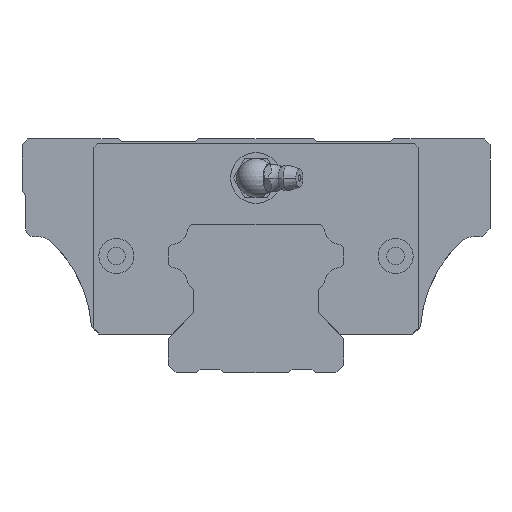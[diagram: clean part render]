
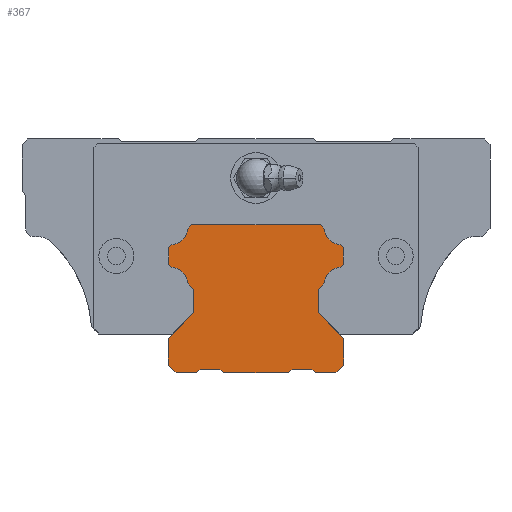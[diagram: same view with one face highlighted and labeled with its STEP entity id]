
A CAD part, front view. The second image highlights one B-rep face of the part: STEP entity #367.
In plain terms, the highlighted planar face has unit normal (0, -1, 0).
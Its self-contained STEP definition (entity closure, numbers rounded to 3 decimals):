
#367=ADVANCED_FACE('',(#808),#809,.T.);
#808=FACE_OUTER_BOUND('',#1355,.T.);
#809=PLANE('',#1356);
#1355=EDGE_LOOP('',(#3008,#3009,#3010,#3011,#3012,#3013,#3014,#3015,#3016,#3017,#3018,#3019,#3020,#3021,#3022,#3023,#3024,#3025,#3026,#3027,#3028,#3029,#3030,#3031,#3032,#3033,#3034,#3035,#3036,#3037,#3038,#3039));
#1356=AXIS2_PLACEMENT_3D('',#3040,#3041,#3042);
#3008=ORIENTED_EDGE('',*,*,#3758,.F.);
#3009=ORIENTED_EDGE('',*,*,#3815,.F.);
#3010=ORIENTED_EDGE('',*,*,#3816,.T.);
#3011=ORIENTED_EDGE('',*,*,#3772,.F.);
#3012=ORIENTED_EDGE('',*,*,#3790,.T.);
#3013=ORIENTED_EDGE('',*,*,#3817,.T.);
#3014=ORIENTED_EDGE('',*,*,#3769,.F.);
#3015=ORIENTED_EDGE('',*,*,#3765,.F.);
#3016=ORIENTED_EDGE('',*,*,#3780,.F.);
#3017=ORIENTED_EDGE('',*,*,#3783,.T.);
#3018=ORIENTED_EDGE('',*,*,#3800,.T.);
#3019=ORIENTED_EDGE('',*,*,#3818,.F.);
#3020=ORIENTED_EDGE('',*,*,#3786,.T.);
#3021=ORIENTED_EDGE('',*,*,#3819,.T.);
#3022=ORIENTED_EDGE('',*,*,#3820,.F.);
#3023=ORIENTED_EDGE('',*,*,#3821,.T.);
#3024=ORIENTED_EDGE('',*,*,#3822,.T.);
#3025=ORIENTED_EDGE('',*,*,#3823,.T.);
#3026=ORIENTED_EDGE('',*,*,#3797,.F.);
#3027=ORIENTED_EDGE('',*,*,#3793,.F.);
#3028=ORIENTED_EDGE('',*,*,#3824,.T.);
#3029=ORIENTED_EDGE('',*,*,#3776,.F.);
#3030=ORIENTED_EDGE('',*,*,#3825,.T.);
#3031=ORIENTED_EDGE('',*,*,#3826,.T.);
#3032=ORIENTED_EDGE('',*,*,#3811,.F.);
#3033=ORIENTED_EDGE('',*,*,#3827,.F.);
#3034=ORIENTED_EDGE('',*,*,#3828,.T.);
#3035=ORIENTED_EDGE('',*,*,#3829,.F.);
#3036=ORIENTED_EDGE('',*,*,#3830,.T.);
#3037=ORIENTED_EDGE('',*,*,#3831,.F.);
#3038=ORIENTED_EDGE('',*,*,#3832,.F.);
#3039=ORIENTED_EDGE('',*,*,#3762,.F.);
#3040=CARTESIAN_POINT('',(21.912,-179.0,37.212));
#3041=DIRECTION('',(0.0,-1.0,0.0));
#3042=DIRECTION('',(0.0,0.0,-1.0));
#3758=EDGE_CURVE('',#4679,#4680,#4681,.T.);
#3762=EDGE_CURVE('',#4680,#4687,#4688,.T.);
#3765=EDGE_CURVE('',#4692,#4693,#4694,.T.);
#3769=EDGE_CURVE('',#4693,#4700,#4701,.T.);
#3772=EDGE_CURVE('',#4705,#4706,#4707,.T.);
#3776=EDGE_CURVE('',#4713,#4714,#4715,.T.);
#3780=EDGE_CURVE('',#4721,#4692,#4722,.T.);
#3783=EDGE_CURVE('',#4721,#4726,#4727,.T.);
#3786=EDGE_CURVE('',#4731,#4732,#4733,.T.);
#3790=EDGE_CURVE('',#4705,#4739,#4740,.T.);
#3793=EDGE_CURVE('',#4744,#4745,#4746,.T.);
#3797=EDGE_CURVE('',#4745,#4752,#4753,.T.);
#3800=EDGE_CURVE('',#4726,#4757,#4758,.T.);
#3811=EDGE_CURVE('',#4770,#4771,#4772,.T.);
#3815=EDGE_CURVE('',#4778,#4679,#4779,.T.);
#3816=EDGE_CURVE('',#4778,#4706,#4780,.T.);
#3817=EDGE_CURVE('',#4739,#4700,#4781,.T.);
#3818=EDGE_CURVE('',#4731,#4757,#4782,.T.);
#3819=EDGE_CURVE('',#4732,#4783,#4784,.T.);
#3820=EDGE_CURVE('',#4785,#4783,#4786,.T.);
#3821=EDGE_CURVE('',#4785,#4787,#4788,.T.);
#3822=EDGE_CURVE('',#4787,#4789,#4790,.T.);
#3823=EDGE_CURVE('',#4789,#4752,#4791,.T.);
#3824=EDGE_CURVE('',#4744,#4714,#4792,.T.);
#3825=EDGE_CURVE('',#4713,#4793,#4794,.T.);
#3826=EDGE_CURVE('',#4793,#4771,#4795,.T.);
#3827=EDGE_CURVE('',#4796,#4770,#4797,.T.);
#3828=EDGE_CURVE('',#4796,#4798,#4799,.T.);
#3829=EDGE_CURVE('',#4800,#4798,#4801,.T.);
#3830=EDGE_CURVE('',#4800,#4802,#4803,.T.);
#3831=EDGE_CURVE('',#4804,#4802,#4805,.T.);
#3832=EDGE_CURVE('',#4687,#4804,#4806,.T.);
#4679=VERTEX_POINT('',#6198);
#4680=VERTEX_POINT('',#6199);
#4681=LINE('',#6200,#6201);
#4687=VERTEX_POINT('',#6210);
#4688=CIRCLE('',#6211,4.35);
#4692=VERTEX_POINT('',#6216);
#4693=VERTEX_POINT('',#6217);
#4694=CIRCLE('',#6218,4.35);
#4700=VERTEX_POINT('',#6226);
#4701=LINE('',#6227,#6228);
#4705=VERTEX_POINT('',#6234);
#4706=VERTEX_POINT('',#6235);
#4707=CIRCLE('',#6236,4.35);
#4713=VERTEX_POINT('',#6244);
#4714=VERTEX_POINT('',#6245);
#4715=LINE('',#6246,#6247);
#4721=VERTEX_POINT('',#6256);
#4722=LINE('',#6257,#6258);
#4726=VERTEX_POINT('',#6264);
#4727=LINE('',#6265,#6266);
#4731=VERTEX_POINT('',#6272);
#4732=VERTEX_POINT('',#6273);
#4733=LINE('',#6274,#6275);
#4739=VERTEX_POINT('',#6284);
#4740=LINE('',#6285,#6286);
#4744=VERTEX_POINT('',#6292);
#4745=VERTEX_POINT('',#6293);
#4746=LINE('',#6294,#6295);
#4752=VERTEX_POINT('',#6304);
#4753=LINE('',#6305,#6306);
#4757=VERTEX_POINT('',#6312);
#4758=LINE('',#6313,#6314);
#4770=VERTEX_POINT('',#6328);
#4771=VERTEX_POINT('',#6329);
#4772=LINE('',#6330,#6331);
#4778=VERTEX_POINT('',#6340);
#4779=LINE('',#6341,#6342);
#4780=LINE('',#6343,#6344);
#4781=LINE('',#6345,#6346);
#4782=LINE('',#6347,#6348);
#4783=VERTEX_POINT('',#6349);
#4784=LINE('',#6350,#6351);
#4785=VERTEX_POINT('',#6352);
#4786=LINE('',#6353,#6354);
#4787=VERTEX_POINT('',#6355);
#4788=LINE('',#6356,#6357);
#4789=VERTEX_POINT('',#6358);
#4790=LINE('',#6359,#6360);
#4791=LINE('',#6361,#6362);
#4792=LINE('',#6363,#6364);
#4793=VERTEX_POINT('',#6365);
#4794=LINE('',#6366,#6367);
#4795=LINE('',#6368,#6369);
#4796=VERTEX_POINT('',#6370);
#4797=LINE('',#6371,#6372);
#4798=VERTEX_POINT('',#6373);
#4799=LINE('',#6374,#6375);
#4800=VERTEX_POINT('',#6376);
#4801=CIRCLE('',#6377,4.35);
#4802=VERTEX_POINT('',#6378);
#4803=LINE('',#6379,#6380);
#4804=VERTEX_POINT('',#6381);
#4805=LINE('',#6382,#6383);
#4806=LINE('',#6384,#6385);
#6198=CARTESIAN_POINT('',(16.459,-179.0,38.0));
#6199=CARTESIAN_POINT('',(17.575,-179.0,36.884));
#6200=CARTESIAN_POINT('',(16.559,-179.0,37.9));
#6201=VECTOR('',#7226,1000.0);
#6210=CARTESIAN_POINT('',(21.584,-179.0,32.875));
#6211=AXIS2_PLACEMENT_3D('',#7230,#7231,#7232);
#6216=CARTESIAN_POINT('',(-17.575,-179.0,23.116));
#6217=CARTESIAN_POINT('',(-21.584,-179.0,27.125));
#6218=AXIS2_PLACEMENT_3D('',#7237,#7238,#7239);
#6226=CARTESIAN_POINT('',(-22.4,-179.0,27.941));
#6227=CARTESIAN_POINT('',(-21.584,-179.0,27.125));
#6228=VECTOR('',#7245,1000.0);
#6234=CARTESIAN_POINT('',(-21.584,-179.0,32.875));
#6235=CARTESIAN_POINT('',(-17.575,-179.0,36.884));
#6236=AXIS2_PLACEMENT_3D('',#7248,#7249,#7250);
#6244=CARTESIAN_POINT('',(20.5,-179.0,0.0));
#6245=CARTESIAN_POINT('',(15.3,-179.0,0.0));
#6246=CARTESIAN_POINT('',(20.5,-179.0,0.0));
#6247=VECTOR('',#7256,1000.0);
#6256=CARTESIAN_POINT('',(-15.9,-179.0,21.441));
#6257=CARTESIAN_POINT('',(-15.9,-179.0,21.441));
#6258=VECTOR('',#7260,1000.0);
#6264=CARTESIAN_POINT('',(-15.9,-179.0,15.459));
#6265=CARTESIAN_POINT('',(-15.9,-179.0,21.441));
#6266=VECTOR('',#7263,1000.0);
#6272=CARTESIAN_POINT('',(-22.5,-179.0,2.0));
#6273=CARTESIAN_POINT('',(-20.5,-179.0,0.0));
#6274=CARTESIAN_POINT('',(-22.5,-179.0,2.0));
#6275=VECTOR('',#7266,1000.0);
#6284=CARTESIAN_POINT('',(-22.4,-179.0,32.059));
#6285=CARTESIAN_POINT('',(-21.584,-179.0,32.875));
#6286=VECTOR('',#7270,1000.0);
#6292=CARTESIAN_POINT('',(14.3,-179.0,1.0));
#6293=CARTESIAN_POINT('',(9.3,-179.0,1.0));
#6294=CARTESIAN_POINT('',(14.3,-179.0,1.0));
#6295=VECTOR('',#7273,1000.0);
#6304=CARTESIAN_POINT('',(8.3,-179.0,0.0));
#6305=CARTESIAN_POINT('',(9.3,-179.0,1.0));
#6306=VECTOR('',#7277,1000.0);
#6312=CARTESIAN_POINT('',(-22.5,-179.0,8.859));
#6313=CARTESIAN_POINT('',(-15.9,-179.0,15.459));
#6314=VECTOR('',#7280,1000.0);
#6328=CARTESIAN_POINT('',(15.9,-179.0,15.459));
#6329=CARTESIAN_POINT('',(22.5,-179.0,8.859));
#6330=CARTESIAN_POINT('',(15.9,-179.0,15.459));
#6331=VECTOR('',#7307,1000.0);
#6340=CARTESIAN_POINT('',(-16.459,-179.0,38.0));
#6341=CARTESIAN_POINT('',(21.912,-179.0,38.0));
#6342=VECTOR('',#7311,1000.0);
#6343=CARTESIAN_POINT('',(-16.559,-179.0,37.9));
#6344=VECTOR('',#7312,1000.0);
#6345=CARTESIAN_POINT('',(-22.4,-179.0,32.059));
#6346=VECTOR('',#7313,1000.0);
#6347=CARTESIAN_POINT('',(-22.5,-179.0,2.0));
#6348=VECTOR('',#7314,1000.0);
#6349=CARTESIAN_POINT('',(-15.3,-179.0,0.0));
#6350=CARTESIAN_POINT('',(-20.5,-179.0,0.0));
#6351=VECTOR('',#7315,1000.0);
#6352=CARTESIAN_POINT('',(-14.3,-179.0,1.0));
#6353=CARTESIAN_POINT('',(-14.3,-179.0,1.0));
#6354=VECTOR('',#7316,1000.0);
#6355=CARTESIAN_POINT('',(-9.3,-179.0,1.0));
#6356=CARTESIAN_POINT('',(-14.3,-179.0,1.0));
#6357=VECTOR('',#7317,1000.0);
#6358=CARTESIAN_POINT('',(-8.3,-179.0,0.0));
#6359=CARTESIAN_POINT('',(-9.3,-179.0,1.0));
#6360=VECTOR('',#7318,1000.0);
#6361=CARTESIAN_POINT('',(-8.3,-179.0,0.0));
#6362=VECTOR('',#7319,1000.0);
#6363=CARTESIAN_POINT('',(14.3,-179.0,1.0));
#6364=VECTOR('',#7320,1000.0);
#6365=CARTESIAN_POINT('',(22.5,-179.0,2.0));
#6366=CARTESIAN_POINT('',(20.5,-179.0,0.0));
#6367=VECTOR('',#7321,1000.0);
#6368=CARTESIAN_POINT('',(22.5,-179.0,2.0));
#6369=VECTOR('',#7322,1000.0);
#6370=CARTESIAN_POINT('',(15.9,-179.0,21.441));
#6371=CARTESIAN_POINT('',(15.9,-179.0,21.441));
#6372=VECTOR('',#7323,1000.0);
#6373=CARTESIAN_POINT('',(17.575,-179.0,23.116));
#6374=CARTESIAN_POINT('',(15.9,-179.0,21.441));
#6375=VECTOR('',#7324,1000.0);
#6376=CARTESIAN_POINT('',(21.584,-179.0,27.125));
#6377=AXIS2_PLACEMENT_3D('',#7325,#7326,#7327);
#6378=CARTESIAN_POINT('',(22.4,-179.0,27.941));
#6379=CARTESIAN_POINT('',(21.584,-179.0,27.125));
#6380=VECTOR('',#7328,1000.0);
#6381=CARTESIAN_POINT('',(22.4,-179.0,32.059));
#6382=CARTESIAN_POINT('',(22.4,-179.0,32.059));
#6383=VECTOR('',#7329,1000.0);
#6384=CARTESIAN_POINT('',(21.584,-179.0,32.875));
#6385=VECTOR('',#7330,1000.0);
#7226=DIRECTION('',(0.707,0.0,-0.707));
#7230=CARTESIAN_POINT('',(21.912,-179.0,37.212));
#7231=DIRECTION('',(0.0,-1.0,0.0));
#7232=DIRECTION('',(1.0,0.0,0.0));
#7237=CARTESIAN_POINT('',(-21.912,-179.0,22.788));
#7238=DIRECTION('',(0.0,-1.0,0.0));
#7239=DIRECTION('',(1.0,0.0,0.0));
#7245=DIRECTION('',(-0.707,0.0,0.707));
#7248=CARTESIAN_POINT('',(-21.912,-179.0,37.212));
#7249=DIRECTION('',(0.0,-1.0,0.0));
#7250=DIRECTION('',(1.0,0.0,0.0));
#7256=DIRECTION('',(-1.0,0.0,0.0));
#7260=DIRECTION('',(-0.707,0.0,0.707));
#7263=DIRECTION('',(0.0,0.0,-1.0));
#7266=DIRECTION('',(0.707,0.0,-0.707));
#7270=DIRECTION('',(-0.707,0.0,-0.707));
#7273=DIRECTION('',(-1.0,0.0,0.0));
#7277=DIRECTION('',(-0.707,0.0,-0.707));
#7280=DIRECTION('',(-0.707,0.0,-0.707));
#7307=DIRECTION('',(0.707,0.0,-0.707));
#7311=DIRECTION('',(1.0,0.0,0.0));
#7312=DIRECTION('',(-0.707,0.0,-0.707));
#7313=DIRECTION('',(0.0,0.0,-1.0));
#7314=DIRECTION('',(0.0,0.0,1.0));
#7315=DIRECTION('',(1.0,0.0,0.0));
#7316=DIRECTION('',(-0.707,0.0,-0.707));
#7317=DIRECTION('',(1.0,0.0,0.0));
#7318=DIRECTION('',(0.707,0.0,-0.707));
#7319=DIRECTION('',(1.0,0.0,0.0));
#7320=DIRECTION('',(0.707,0.0,-0.707));
#7321=DIRECTION('',(0.707,0.0,0.707));
#7322=DIRECTION('',(0.0,0.0,1.0));
#7323=DIRECTION('',(0.0,0.0,-1.0));
#7324=DIRECTION('',(0.707,0.0,0.707));
#7325=CARTESIAN_POINT('',(21.912,-179.0,22.788));
#7326=DIRECTION('',(0.0,-1.0,0.0));
#7327=DIRECTION('',(1.0,0.0,0.0));
#7328=DIRECTION('',(0.707,0.0,0.707));
#7329=DIRECTION('',(0.0,0.0,-1.0));
#7330=DIRECTION('',(0.707,0.0,-0.707));
